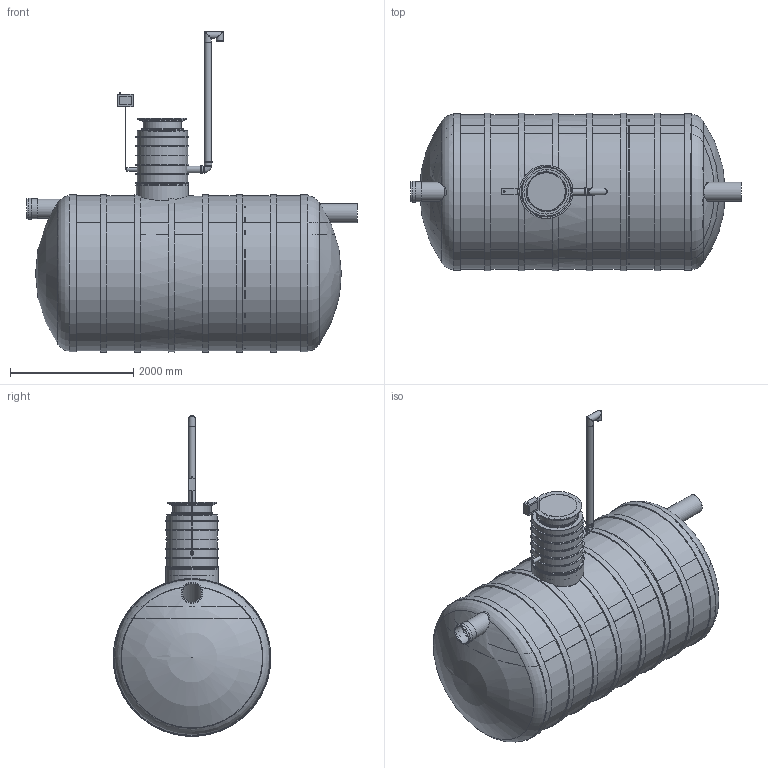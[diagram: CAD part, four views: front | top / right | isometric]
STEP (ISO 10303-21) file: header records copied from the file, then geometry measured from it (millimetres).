
FILE_DESCRIPTION(/* description */ ('Unknown'),/* implementation_level */ '2;1');
FILE_NAME(/* name */ 'EQ 1.klassi õlieraldaja NS80 ilma liivata',/* time_stamp */ '2023-04-13T13:31:57+03:00',/* author */ ('Unknown'),/* organization */ ('Unknown'),/* preprocessor_version */ 'ST-DEVELOPER v18.1',/* originating_system */ 'Solid Edge',/* authorisation */ 'Unknown');
FILE_SCHEMA (('AUTOMOTIVE_DESIGN {1 0 10303 214 3 1 1}'));
Length unit declared in the file: millimetre
Products named in the file (44): EQ 1.klassi eraldaja NS80 ilma liivata; EQ eraldaja NS80 kestakoost ilma liivata; D2500 silinder NS80 EQ eraldajale ilma liivata; 2513.101 KP ots2 2500; 2513.102 KP ots1 2500; 2513.113 väljund D315; 2513.115 sisendile alla D315; 2513.111 sisend D315; PVC_polv_315; 2651.200 NS80 filtrikastikoost; 2651 vahesein2; 2651.201 pohjaplaat filtrikastile; Raam kahele filtriplokile 2631.000_var2; 2631.001_var2; 2631.002_var2; Polt_M6x20HK; Mutter M6 a2_NY; Filter HD Q-PAC; 2651.202 kylgsein filtrikastile; 2651.203 otsaplaat filtrikastile; 2651.204 tugi filtrikastile; 2513.114 väljundi_pikk D315; PVC Kaksikmuhv d315; D800 KP silinder 9.12.19; Ujuk_oa_0; RoundTubing 110x6.6_oa_1; PE_vent_malm; PVC_polv_110; PE venttoru DN100 L=2000; Rotoventiots; elektrikarp loikefotole; Ujuk_oa_2; Ujuk_oa_3; RoundTubing 63x4.7_oa_4; RoundTubing 25x2.3_oa_5; NS80 õlimaht ilma liivata; Tihend teeninduskaevule 800; EQ D800 uus rotost teeninduskaev_lisaga NS50 7.03.23; 2697.001 tihend teeninduskaevule 670_var2; 2703.001 ...
Assembly tree (69 placements, depth 5):
  EQ 1.klassi eraldaja NS80 ilma liivata
    EQ eraldaja NS80 kestakoost ilma liivata
      D2500 silinder NS80 EQ eraldajale ilma liivata
      2513.101 KP ots2 2500
      2513.102 KP ots1 2500
      2513.113 väljund D315
      2513.115 sisendile alla D315
      2513.111 sisend D315
      PVC_polv_315  x2
      2651.200 NS80 filtrikastikoost
        2651 vahesein2
        2651.201 pohjaplaat filtrikastile
        Raam kahele filtriplokile 2631.000_var2  x20
          2631.001_var2
          2631.002_var2
          Polt_M6x20HK
          Mutter M6 a2_NY
          Filter HD Q-PAC
        2651.202 kylgsein filtrikastile  x2
        2651.203 otsaplaat filtrikastile  x2
        2651.204 tugi filtrikastile
      2513.114 väljundi_pikk D315
      PVC Kaksikmuhv d315  x2
      D800 KP silinder 9.12.19
    Ujuk_oa_0
    RoundTubing 110x6.6_oa_1
    PE_vent_malm
      PVC_polv_110
      PE venttoru DN100 L=2000
      Rotoventiots
    elektrikarp loikefotole
    Ujuk_oa_2
    Ujuk_oa_3
    RoundTubing 63x4.7_oa_4
    RoundTubing 25x2.3_oa_5
    NS80 õlimaht ilma liivata
    Tihend teeninduskaevule 800
    EQ D800 uus rotost teeninduskaev_lisaga NS50 7.03.23
    2697.001 tihend teeninduskaevule 670_var2
    2703.001
    Malmluuk_D600_(Ginmika)
      Malmluugi_korpus_D600_(Ginmika)
      Malmluugi_kaan_D600_(Ginmika)
    efektiivne maht NS80 ilma liivata
Bounding box: 5375 x 2562 x 5209.01 mm (x, y, z)
Volume: 21840302195 mm3; surface area: 242718595.4 mm2
Topology: 199 solids, 199 shells, 3689 faces, 8432 edges, 5220 vertices
Faces by surface type: plane 2729, cylinder 851, cone 57, torus 35, sphere 9, bspline 8
Full cylindrical faces by diameter (mm): 4.917 x40, 6 x41, 7 x80, 8 x60, 8.5 x3, 10 x91, 20 x1, 20.4 x1, 25 x1, 53.6 x1, 63 x1, 96.8 x1, 100 x2, 103.2 x3, 105 x1, 110 x9, 120 x2, 130 x2, 302.6 x4, 305 x6, 315 x16, 325 x2, 326.6 x2, 330 x2, 335 x2, 346.6 x1, 361 x4, 480 x1, 500 x1, 595 x1
Entity records: 15638 total; most frequent: CARTESIAN_POINT 3254, DIRECTION 2492, ORIENTED_EDGE 1736, AXIS2_PLACEMENT_3D 1044, EDGE_LOOP 926, FACE_BOUND 926, EDGE_CURVE 868, VERTEX_POINT 666
